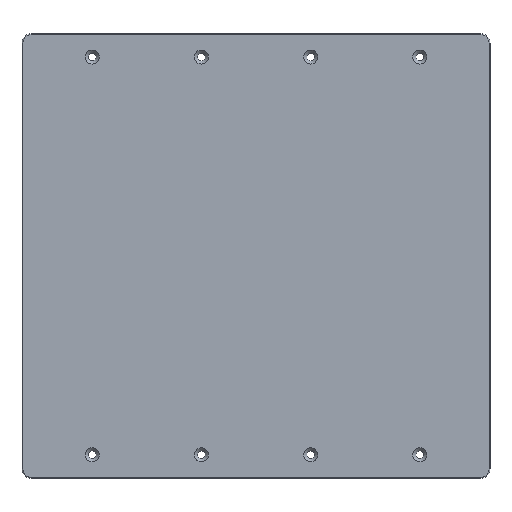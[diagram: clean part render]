
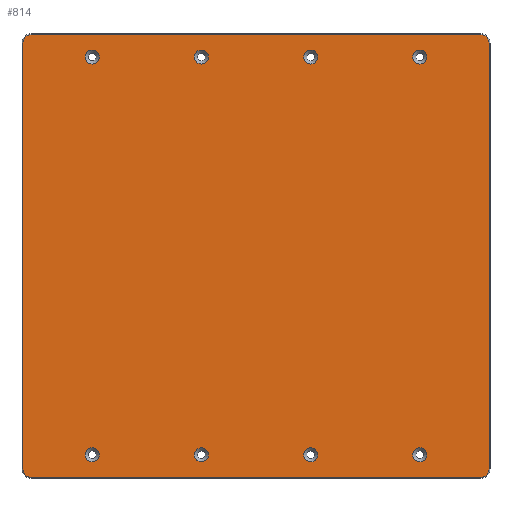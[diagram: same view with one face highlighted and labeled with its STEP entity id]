
A CAD part, top view. The second image highlights one B-rep face of the part: STEP entity #814.
In plain terms, the highlighted planar face has unit normal (0, 0, 1).
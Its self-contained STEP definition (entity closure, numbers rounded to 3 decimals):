
#35=FACE_BOUND('',#157,.T.);
#36=FACE_BOUND('',#158,.T.);
#37=FACE_BOUND('',#159,.T.);
#38=FACE_BOUND('',#160,.T.);
#39=FACE_BOUND('',#161,.T.);
#40=FACE_BOUND('',#162,.T.);
#41=FACE_BOUND('',#163,.T.);
#42=FACE_BOUND('',#164,.T.);
#56=PLANE('',#918);
#98=FACE_OUTER_BOUND('',#156,.T.);
#156=EDGE_LOOP('',(#701,#702,#703,#704,#705,#706,#707,#708));
#157=EDGE_LOOP('',(#709));
#158=EDGE_LOOP('',(#710));
#159=EDGE_LOOP('',(#711));
#160=EDGE_LOOP('',(#712));
#161=EDGE_LOOP('',(#713));
#162=EDGE_LOOP('',(#714));
#163=EDGE_LOOP('',(#715));
#164=EDGE_LOOP('',(#716));
#213=LINE('',#1350,#277);
#218=LINE('',#1363,#282);
#222=LINE('',#1373,#286);
#225=LINE('',#1381,#289);
#277=VECTOR('',#1105,10.);
#282=VECTOR('',#1118,10.);
#286=VECTOR('',#1130,10.);
#289=VECTOR('',#1139,10.);
#336=CIRCLE('',#903,3.6);
#338=CIRCLE('',#907,3.6);
#339=CIRCLE('',#910,3.6);
#340=CIRCLE('',#913,3.6);
#341=CIRCLE('',#919,3.);
#342=CIRCLE('',#920,3.);
#343=CIRCLE('',#921,3.);
#344=CIRCLE('',#922,3.);
#345=CIRCLE('',#923,3.);
#346=CIRCLE('',#924,3.);
#347=CIRCLE('',#925,3.);
#348=CIRCLE('',#926,3.);
#395=VERTEX_POINT('',#1347);
#396=VERTEX_POINT('',#1349);
#398=VERTEX_POINT('',#1356);
#400=VERTEX_POINT('',#1361);
#401=VERTEX_POINT('',#1367);
#402=VERTEX_POINT('',#1371);
#403=VERTEX_POINT('',#1375);
#404=VERTEX_POINT('',#1379);
#405=VERTEX_POINT('',#1392);
#406=VERTEX_POINT('',#1394);
#407=VERTEX_POINT('',#1396);
#408=VERTEX_POINT('',#1398);
#409=VERTEX_POINT('',#1400);
#410=VERTEX_POINT('',#1402);
#411=VERTEX_POINT('',#1404);
#412=VERTEX_POINT('',#1406);
#487=EDGE_CURVE('',#395,#396,#213,.T.);
#492=EDGE_CURVE('',#398,#395,#336,.T.);
#494=EDGE_CURVE('',#400,#398,#218,.T.);
#498=EDGE_CURVE('',#401,#400,#338,.T.);
#500=EDGE_CURVE('',#402,#401,#222,.T.);
#502=EDGE_CURVE('',#403,#402,#339,.T.);
#504=EDGE_CURVE('',#404,#403,#225,.T.);
#505=EDGE_CURVE('',#396,#404,#340,.T.);
#509=EDGE_CURVE('',#405,#405,#341,.T.);
#510=EDGE_CURVE('',#406,#406,#342,.T.);
#511=EDGE_CURVE('',#407,#407,#343,.T.);
#512=EDGE_CURVE('',#408,#408,#344,.T.);
#513=EDGE_CURVE('',#409,#409,#345,.T.);
#514=EDGE_CURVE('',#410,#410,#346,.T.);
#515=EDGE_CURVE('',#411,#411,#347,.T.);
#516=EDGE_CURVE('',#412,#412,#348,.T.);
#701=ORIENTED_EDGE('',*,*,#487,.F.);
#702=ORIENTED_EDGE('',*,*,#492,.F.);
#703=ORIENTED_EDGE('',*,*,#494,.F.);
#704=ORIENTED_EDGE('',*,*,#498,.F.);
#705=ORIENTED_EDGE('',*,*,#500,.F.);
#706=ORIENTED_EDGE('',*,*,#502,.F.);
#707=ORIENTED_EDGE('',*,*,#504,.F.);
#708=ORIENTED_EDGE('',*,*,#505,.F.);
#709=ORIENTED_EDGE('',*,*,#509,.T.);
#710=ORIENTED_EDGE('',*,*,#510,.T.);
#711=ORIENTED_EDGE('',*,*,#511,.T.);
#712=ORIENTED_EDGE('',*,*,#512,.T.);
#713=ORIENTED_EDGE('',*,*,#513,.T.);
#714=ORIENTED_EDGE('',*,*,#514,.T.);
#715=ORIENTED_EDGE('',*,*,#515,.T.);
#716=ORIENTED_EDGE('',*,*,#516,.T.);
#814=ADVANCED_FACE('',(#98,#35,#36,#37,#38,#39,#40,#41,#42),#56,.T.);
#903=AXIS2_PLACEMENT_3D('',#1358,#1113,#1114);
#907=AXIS2_PLACEMENT_3D('',#1369,#1125,#1126);
#910=AXIS2_PLACEMENT_3D('',#1377,#1134,#1135);
#913=AXIS2_PLACEMENT_3D('',#1383,#1142,#1143);
#918=AXIS2_PLACEMENT_3D('',#1391,#1155,#1156);
#919=AXIS2_PLACEMENT_3D('',#1393,#1157,#1158);
#920=AXIS2_PLACEMENT_3D('',#1395,#1159,#1160);
#921=AXIS2_PLACEMENT_3D('',#1397,#1161,#1162);
#922=AXIS2_PLACEMENT_3D('',#1399,#1163,#1164);
#923=AXIS2_PLACEMENT_3D('',#1401,#1165,#1166);
#924=AXIS2_PLACEMENT_3D('',#1403,#1167,#1168);
#925=AXIS2_PLACEMENT_3D('',#1405,#1169,#1170);
#926=AXIS2_PLACEMENT_3D('',#1407,#1171,#1172);
#1105=DIRECTION('',(-1.,0.,0.));
#1113=DIRECTION('center_axis',(0.,0.,-1.));
#1114=DIRECTION('ref_axis',(0.707,-0.707,0.));
#1118=DIRECTION('',(0.,-1.,0.));
#1125=DIRECTION('center_axis',(0.,0.,-1.));
#1126=DIRECTION('ref_axis',(0.707,0.707,0.));
#1130=DIRECTION('',(1.,0.,0.));
#1134=DIRECTION('center_axis',(0.,0.,-1.));
#1135=DIRECTION('ref_axis',(-0.707,0.707,0.));
#1139=DIRECTION('',(0.,1.,0.));
#1142=DIRECTION('center_axis',(0.,0.,-1.));
#1143=DIRECTION('ref_axis',(-0.707,-0.707,0.));
#1155=DIRECTION('center_axis',(0.,0.,1.));
#1156=DIRECTION('ref_axis',(1.,0.,0.));
#1157=DIRECTION('center_axis',(0.,0.,-1.));
#1158=DIRECTION('ref_axis',(1.,0.,0.));
#1159=DIRECTION('center_axis',(0.,0.,-1.));
#1160=DIRECTION('ref_axis',(1.,0.,0.));
#1161=DIRECTION('center_axis',(0.,0.,-1.));
#1162=DIRECTION('ref_axis',(1.,0.,0.));
#1163=DIRECTION('center_axis',(0.,0.,-1.));
#1164=DIRECTION('ref_axis',(1.,0.,0.));
#1165=DIRECTION('center_axis',(0.,0.,-1.));
#1166=DIRECTION('ref_axis',(1.,0.,0.));
#1167=DIRECTION('center_axis',(0.,0.,-1.));
#1168=DIRECTION('ref_axis',(1.,0.,0.));
#1169=DIRECTION('center_axis',(0.,0.,-1.));
#1170=DIRECTION('ref_axis',(1.,0.,0.));
#1171=DIRECTION('center_axis',(0.,0.,-1.));
#1172=DIRECTION('ref_axis',(1.,0.,0.));
#1347=CARTESIAN_POINT('',(196.,0.4,3.));
#1349=CARTESIAN_POINT('',(4.,0.4,3.));
#1350=CARTESIAN_POINT('',(50.,0.4,3.));
#1356=CARTESIAN_POINT('',(199.6,4.,3.));
#1358=CARTESIAN_POINT('Origin',(196.,4.,3.));
#1361=CARTESIAN_POINT('',(199.6,186.,3.));
#1363=CARTESIAN_POINT('',(199.6,47.5,3.));
#1367=CARTESIAN_POINT('',(196.,189.6,3.));
#1369=CARTESIAN_POINT('Origin',(196.,186.,3.));
#1371=CARTESIAN_POINT('',(4.,189.6,3.));
#1373=CARTESIAN_POINT('',(150.,189.6,3.));
#1375=CARTESIAN_POINT('',(0.4,186.,3.));
#1377=CARTESIAN_POINT('Origin',(4.,186.,3.));
#1379=CARTESIAN_POINT('',(0.4,4.,3.));
#1381=CARTESIAN_POINT('',(0.4,142.5,3.));
#1383=CARTESIAN_POINT('Origin',(4.,4.,3.));
#1391=CARTESIAN_POINT('Origin',(100.,95.,3.));
#1392=CARTESIAN_POINT('',(27.003,180.01,3.));
#1393=CARTESIAN_POINT('Origin',(30.003,180.01,3.));
#1394=CARTESIAN_POINT('',(120.337,180.01,3.));
#1395=CARTESIAN_POINT('Origin',(123.337,180.01,3.));
#1396=CARTESIAN_POINT('',(167.004,10.01,3.));
#1397=CARTESIAN_POINT('Origin',(170.004,10.01,3.));
#1398=CARTESIAN_POINT('',(73.67,10.01,3.));
#1399=CARTESIAN_POINT('Origin',(76.67,10.01,3.));
#1400=CARTESIAN_POINT('',(27.003,10.01,3.));
#1401=CARTESIAN_POINT('Origin',(30.003,10.01,3.));
#1402=CARTESIAN_POINT('',(120.337,10.01,3.));
#1403=CARTESIAN_POINT('Origin',(123.337,10.01,3.));
#1404=CARTESIAN_POINT('',(167.004,180.01,3.));
#1405=CARTESIAN_POINT('Origin',(170.004,180.01,3.));
#1406=CARTESIAN_POINT('',(73.67,180.01,3.));
#1407=CARTESIAN_POINT('Origin',(76.67,180.01,3.));
